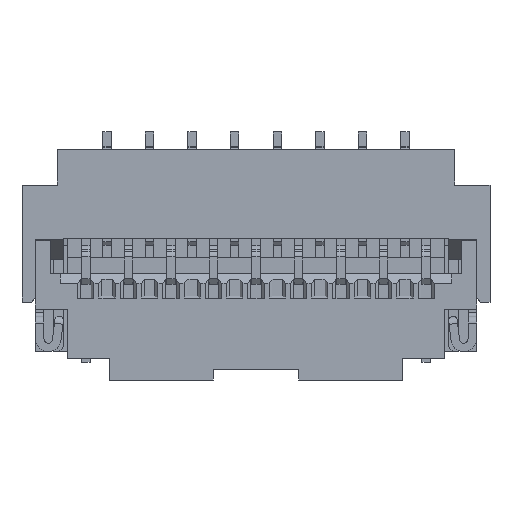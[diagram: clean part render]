
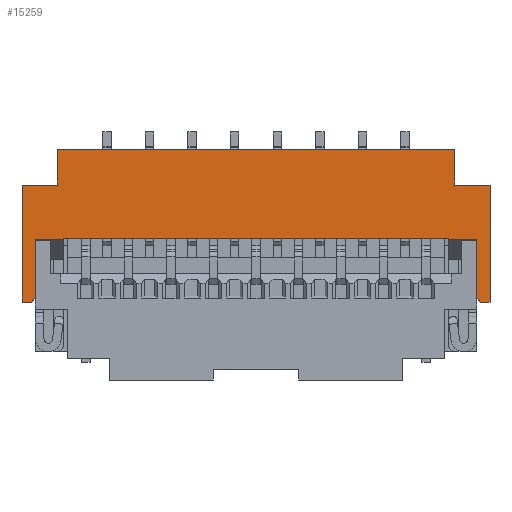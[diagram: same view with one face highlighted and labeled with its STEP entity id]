
A CAD part, top view. The second image highlights one B-rep face of the part: STEP entity #15259.
In plain terms, the highlighted face is planar.
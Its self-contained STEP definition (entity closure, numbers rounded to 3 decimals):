
#70=PLANE('',#16060);
#733=FACE_OUTER_BOUND('',#1487,.T.);
#1487=EDGE_LOOP('',(#10408,#10409,#10410,#10411,#10412,#10413,#10414,#10415,
#10416,#10417,#10418,#10419,#10420,#10421,#10422,#10423,#10424,#10425));
#2406=LINE('',#21353,#4431);
#2407=LINE('',#21355,#4432);
#2408=LINE('',#21357,#4433);
#2409=LINE('',#21359,#4434);
#2410=LINE('',#21361,#4435);
#2411=LINE('',#21363,#4436);
#2412=LINE('',#21365,#4437);
#2413=LINE('',#21367,#4438);
#2414=LINE('',#21369,#4439);
#2415=LINE('',#21371,#4440);
#2416=LINE('',#21373,#4441);
#2417=LINE('',#21375,#4442);
#2418=LINE('',#21377,#4443);
#2419=LINE('',#21379,#4444);
#2420=LINE('',#21381,#4445);
#2421=LINE('',#21383,#4446);
#2422=LINE('',#21385,#4447);
#2423=LINE('',#21386,#4448);
#4431=VECTOR('',#17269,1000.);
#4432=VECTOR('',#17270,1000.);
#4433=VECTOR('',#17271,1000.);
#4434=VECTOR('',#17272,1000.);
#4435=VECTOR('',#17273,1000.);
#4436=VECTOR('',#17274,1000.);
#4437=VECTOR('',#17275,1000.);
#4438=VECTOR('',#17276,1000.);
#4439=VECTOR('',#17277,1000.);
#4440=VECTOR('',#17278,1000.);
#4441=VECTOR('',#17279,1000.);
#4442=VECTOR('',#17280,1000.);
#4443=VECTOR('',#17281,1000.);
#4444=VECTOR('',#17282,1000.);
#4445=VECTOR('',#17283,1000.);
#4446=VECTOR('',#17284,1000.);
#4447=VECTOR('',#17285,1000.);
#4448=VECTOR('',#17286,1000.);
#6658=VERTEX_POINT('',#21351);
#6659=VERTEX_POINT('',#21352);
#6660=VERTEX_POINT('',#21354);
#6661=VERTEX_POINT('',#21356);
#6662=VERTEX_POINT('',#21358);
#6663=VERTEX_POINT('',#21360);
#6664=VERTEX_POINT('',#21362);
#6665=VERTEX_POINT('',#21364);
#6666=VERTEX_POINT('',#21366);
#6667=VERTEX_POINT('',#21368);
#6668=VERTEX_POINT('',#21370);
#6669=VERTEX_POINT('',#21372);
#6670=VERTEX_POINT('',#21374);
#6671=VERTEX_POINT('',#21376);
#6672=VERTEX_POINT('',#21378);
#6673=VERTEX_POINT('',#21380);
#6674=VERTEX_POINT('',#21382);
#6675=VERTEX_POINT('',#21384);
#8152=EDGE_CURVE('',#6658,#6659,#2406,.T.);
#8153=EDGE_CURVE('',#6659,#6660,#2407,.T.);
#8154=EDGE_CURVE('',#6660,#6661,#2408,.T.);
#8155=EDGE_CURVE('',#6661,#6662,#2409,.T.);
#8156=EDGE_CURVE('',#6662,#6663,#2410,.T.);
#8157=EDGE_CURVE('',#6664,#6663,#2411,.T.);
#8158=EDGE_CURVE('',#6664,#6665,#2412,.T.);
#8159=EDGE_CURVE('',#6665,#6666,#2413,.T.);
#8160=EDGE_CURVE('',#6666,#6667,#2414,.T.);
#8161=EDGE_CURVE('',#6667,#6668,#2415,.T.);
#8162=EDGE_CURVE('',#6669,#6668,#2416,.T.);
#8163=EDGE_CURVE('',#6670,#6669,#2417,.T.);
#8164=EDGE_CURVE('',#6671,#6670,#2418,.T.);
#8165=EDGE_CURVE('',#6671,#6672,#2419,.T.);
#8166=EDGE_CURVE('',#6673,#6672,#2420,.T.);
#8167=EDGE_CURVE('',#6674,#6673,#2421,.T.);
#8168=EDGE_CURVE('',#6675,#6674,#2422,.T.);
#8169=EDGE_CURVE('',#6658,#6675,#2423,.T.);
#10408=ORIENTED_EDGE('',*,*,#8152,.T.);
#10409=ORIENTED_EDGE('',*,*,#8153,.T.);
#10410=ORIENTED_EDGE('',*,*,#8154,.T.);
#10411=ORIENTED_EDGE('',*,*,#8155,.T.);
#10412=ORIENTED_EDGE('',*,*,#8156,.T.);
#10413=ORIENTED_EDGE('',*,*,#8157,.F.);
#10414=ORIENTED_EDGE('',*,*,#8158,.T.);
#10415=ORIENTED_EDGE('',*,*,#8159,.T.);
#10416=ORIENTED_EDGE('',*,*,#8160,.T.);
#10417=ORIENTED_EDGE('',*,*,#8161,.T.);
#10418=ORIENTED_EDGE('',*,*,#8162,.F.);
#10419=ORIENTED_EDGE('',*,*,#8163,.F.);
#10420=ORIENTED_EDGE('',*,*,#8164,.F.);
#10421=ORIENTED_EDGE('',*,*,#8165,.T.);
#10422=ORIENTED_EDGE('',*,*,#8166,.F.);
#10423=ORIENTED_EDGE('',*,*,#8167,.F.);
#10424=ORIENTED_EDGE('',*,*,#8168,.F.);
#10425=ORIENTED_EDGE('',*,*,#8169,.F.);
#15259=ADVANCED_FACE('',(#733),#70,.T.);
#16060=AXIS2_PLACEMENT_3D('',#21350,#17267,#17268);
#17267=DIRECTION('center_axis',(0.,-1.,0.));
#17268=DIRECTION('ref_axis',(1.,0.,0.));
#17269=DIRECTION('',(0.,0.,-1.));
#17270=DIRECTION('',(1.,0.,0.));
#17271=DIRECTION('',(0.,0.,-1.));
#17272=DIRECTION('',(1.,0.,0.));
#17273=DIRECTION('',(0.,0.,1.));
#17274=DIRECTION('',(0.707,0.,-0.707));
#17275=DIRECTION('',(-1.,0.,0.));
#17276=DIRECTION('',(0.,0.,1.));
#17277=DIRECTION('',(-1.,0.,0.));
#17278=DIRECTION('',(0.,0.,1.));
#17279=DIRECTION('',(-1.,0.,0.));
#17280=DIRECTION('',(0.,0.,-1.));
#17281=DIRECTION('',(-1.,0.,0.));
#17282=DIRECTION('',(0.707,0.,0.707));
#17283=DIRECTION('',(0.,0.,-1.));
#17284=DIRECTION('',(1.,0.,0.));
#17285=DIRECTION('',(0.,0.,1.));
#17286=DIRECTION('',(1.,0.,0.));
#21350=CARTESIAN_POINT('Origin',(1.432,-2.508,17.805));
#21351=CARTESIAN_POINT('',(0.832,-2.508,19.628));
#21352=CARTESIAN_POINT('',(0.832,-2.508,14.028));
#21353=CARTESIAN_POINT('',(0.832,-2.508,17.805));
#21354=CARTESIAN_POINT('',(1.332,-2.508,14.028));
#21355=CARTESIAN_POINT('',(1.432,-2.508,14.028));
#21356=CARTESIAN_POINT('',(1.332,-2.508,13.528));
#21357=CARTESIAN_POINT('',(1.332,-2.508,17.205));
#21358=CARTESIAN_POINT('',(2.982,-2.508,13.528));
#21359=CARTESIAN_POINT('',(1.812,-2.508,13.528));
#21360=CARTESIAN_POINT('',(2.982,-2.508,13.658));
#21361=CARTESIAN_POINT('',(2.982,-2.508,13.708));
#21362=CARTESIAN_POINT('',(2.922,-2.508,13.718));
#21363=CARTESIAN_POINT('',(2.889,-2.508,13.751));
#21364=CARTESIAN_POINT('',(2.099,-2.508,13.718));
#21365=CARTESIAN_POINT('',(1.432,-2.508,13.718));
#21366=CARTESIAN_POINT('',(2.099,-2.508,14.113));
#21367=CARTESIAN_POINT('',(2.099,-2.508,17.205));
#21368=CARTESIAN_POINT('',(2.082,-2.508,14.113));
#21369=CARTESIAN_POINT('',(1.432,-2.508,14.113));
#21370=CARTESIAN_POINT('',(2.082,-2.508,19.543));
#21371=CARTESIAN_POINT('',(2.082,-2.508,17.805));
#21372=CARTESIAN_POINT('',(2.099,-2.508,19.543));
#21373=CARTESIAN_POINT('',(1.432,-2.508,19.543));
#21374=CARTESIAN_POINT('',(2.099,-2.508,19.938));
#21375=CARTESIAN_POINT('',(2.099,-2.508,16.45));
#21376=CARTESIAN_POINT('',(2.922,-2.508,19.938));
#21377=CARTESIAN_POINT('',(1.432,-2.508,19.938));
#21378=CARTESIAN_POINT('',(2.982,-2.508,19.998));
#21379=CARTESIAN_POINT('',(2.889,-2.508,19.904));
#21380=CARTESIAN_POINT('',(2.982,-2.508,20.128));
#21381=CARTESIAN_POINT('',(2.982,-2.508,19.948));
#21382=CARTESIAN_POINT('',(1.332,-2.508,20.128));
#21383=CARTESIAN_POINT('',(1.812,-2.508,20.128));
#21384=CARTESIAN_POINT('',(1.332,-2.508,19.628));
#21385=CARTESIAN_POINT('',(1.332,-2.508,16.45));
#21386=CARTESIAN_POINT('',(1.432,-2.508,19.628));
